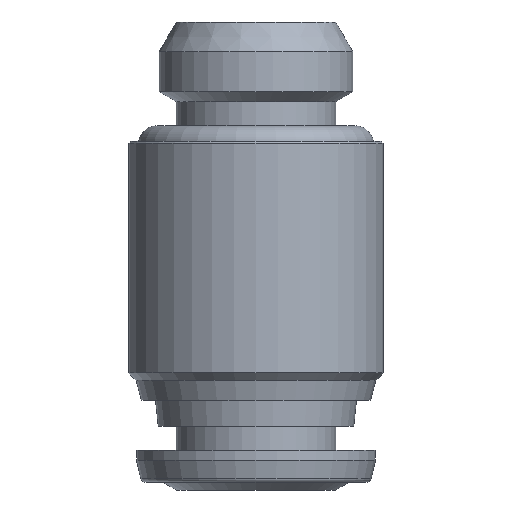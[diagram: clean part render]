
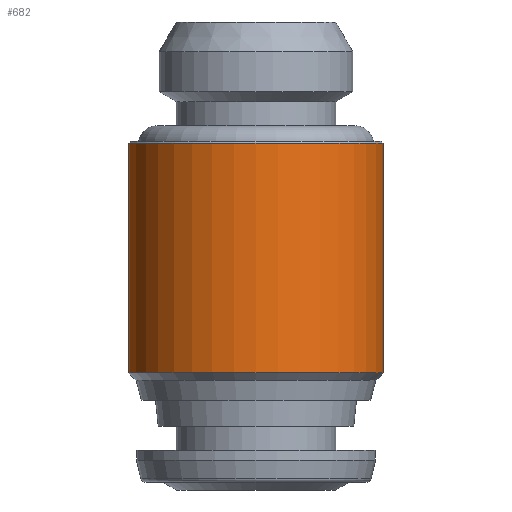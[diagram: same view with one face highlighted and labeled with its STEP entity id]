
A CAD part, front view. The second image highlights one B-rep face of the part: STEP entity #682.
In plain terms, the highlighted cylindrical face has radius 6.4 mm (diameter 12.8 mm), a full revolution.
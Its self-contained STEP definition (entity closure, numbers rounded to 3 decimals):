
#24=CYLINDRICAL_SURFACE('',#733,6.4);
#39=CIRCLE('',#732,6.4);
#40=CIRCLE('',#734,6.4);
#118=ORIENTED_EDGE('',*,*,#195,.F.);
#119=ORIENTED_EDGE('',*,*,#194,.T.);
#194=EDGE_CURVE('',#234,#234,#39,.T.);
#195=EDGE_CURVE('',#235,#235,#40,.T.);
#234=VERTEX_POINT('',#997);
#235=VERTEX_POINT('',#1000);
#302=EDGE_LOOP('',(#118));
#303=EDGE_LOOP('',(#119));
#366=FACE_BOUND('',#302,.T.);
#367=FACE_BOUND('',#303,.T.);
#682=ADVANCED_FACE('',(#366,#367),#24,.T.);
#732=AXIS2_PLACEMENT_3D('',#996,#835,#836);
#733=AXIS2_PLACEMENT_3D('',#998,#837,#838);
#734=AXIS2_PLACEMENT_3D('',#999,#839,#840);
#835=DIRECTION('',(0.,0.,-1.));
#836=DIRECTION('',(-1.,0.,0.));
#837=DIRECTION('',(0.,0.,-1.));
#838=DIRECTION('',(-1.,0.,0.));
#839=DIRECTION('',(0.,0.,-1.));
#840=DIRECTION('',(-1.,0.,0.));
#996=CARTESIAN_POINT('',(0.,0.,-6.1));
#997=CARTESIAN_POINT('',(-6.4,0.,-6.1));
#998=CARTESIAN_POINT('',(0.,0.,-23.5));
#999=CARTESIAN_POINT('',(0.,0.,-17.618));
#1000=CARTESIAN_POINT('',(-6.4,0.,-17.618));
